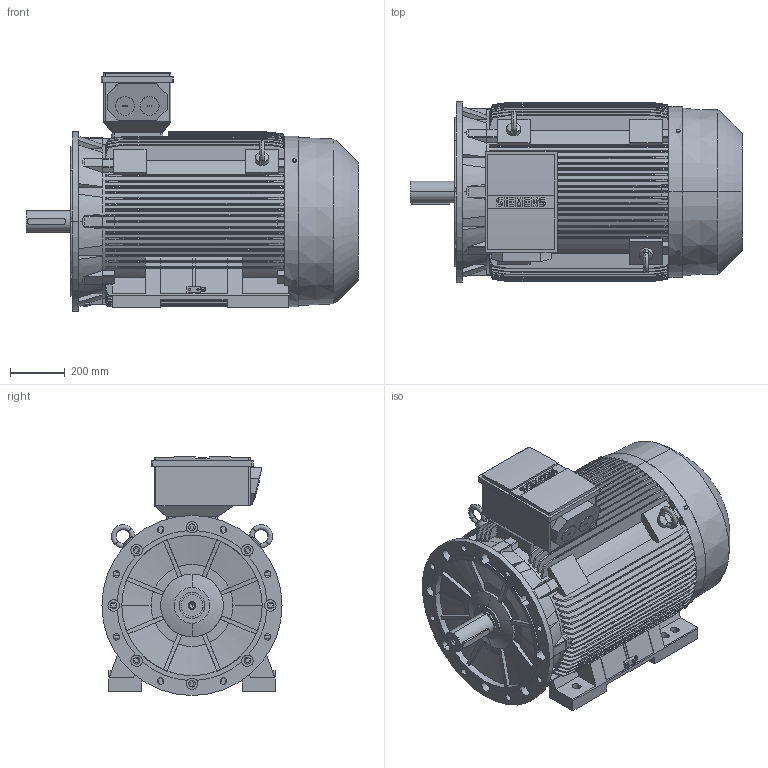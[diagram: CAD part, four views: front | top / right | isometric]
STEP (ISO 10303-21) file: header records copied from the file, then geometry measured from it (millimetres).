
FILE_DESCRIPTION(('STEP AP214'),'1');
FILE_NAME('cctmp_FE58E6D3-8509-4D49-98A7-2F9B0EB9ACA9_2023_06_26_11_32_36_0239..stp','2023-06-26T09:32:37',('SIEMENS A&D'),('CADClick - www.CADClick.com'),'Spatial InterOp 3D',' ','unknown authorization');
FILE_SCHEMA(('AUTOMOTIVE_DESIGN'));
Length unit declared in the file: millimetre
Products named in the file (1): 1
Bounding box: 1217 x 660 x 876 mm (x, y, z)
Volume: 316816471.5 mm3; surface area: 7297059.6 mm2
Topology: 9 solids, 9 shells, 1582 faces, 4401 edges, 2881 vertices
Faces by surface type: plane 840, cylinder 402, torus 284, cone 56
Entity records: 74996 total; most frequent: CARTESIAN_POINT 22464, ORIENTED_EDGE 8790, DIRECTION 7775, EDGE_CURVE 4395, VERTEX_POINT 2881, AXIS2_PLACEMENT_3D 2695, LINE 2385, VECTOR 2385
